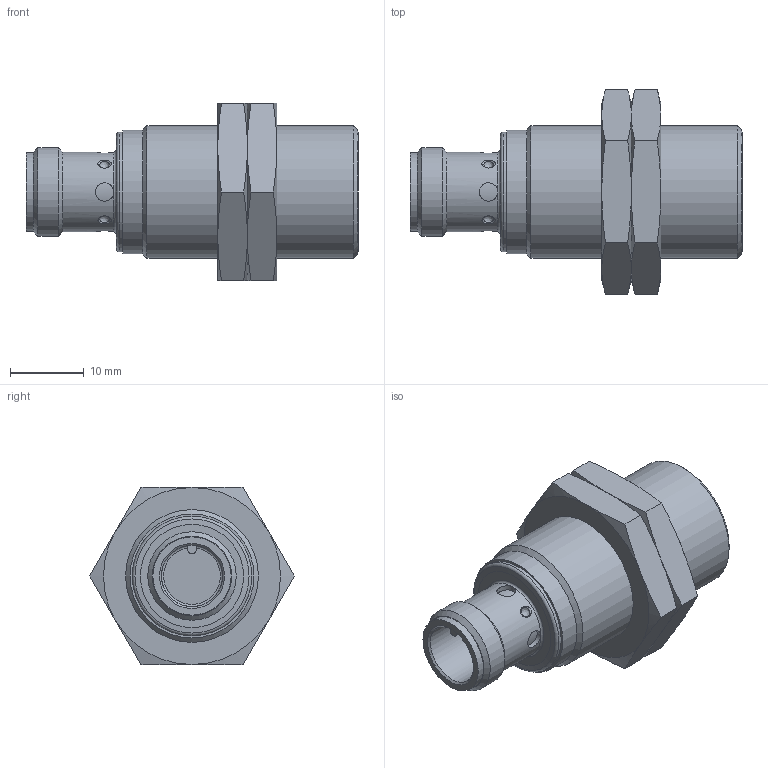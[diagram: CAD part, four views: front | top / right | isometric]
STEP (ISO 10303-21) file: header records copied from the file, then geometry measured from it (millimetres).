
FILE_DESCRIPTION (( 'STEP AP214' ), '1' );
FILE_NAME ('KSK6-AP-3H.STEP', '2018-08-23T14:14:16', ( '' ), ( '' ), 'SwSTEP 2.0', 'SolidWorks 2017', '' );
FILE_SCHEMA (( 'AUTOMOTIVE_DESIGN' ));
Length unit declared in the file: inch
Products named in the file (1): KSK6-AP-3H
Bounding box: 45 x 27.71 x 24 mm (x, y, z)
Volume: 11011.7 mm3; surface area: 5145 mm2
Topology: 3 solids, 3 shells, 95 faces, 206 edges, 131 vertices
Faces by surface type: cone 34, plane 28, cylinder 17, bspline 12, torus 4
Full cylindrical faces by diameter (mm): 8.3 x1, 10.6 x1, 10.8 x1, 12 x1, 15.5 x1, 16.06 x1, 16.1 x1, 16.2 x1, 16.8 x1, 16.917 x2, 18 x1
Entity records: 4777 total; most frequent: CARTESIAN_POINT 1775, DIRECTION 322, ORIENTED_EDGE 306, EDGE_CURVE 153, AXIS2_PLACEMENT_3D 151, EDGE_LOOP 147, FACE_OUTER_BOUND 118, VERTEX_POINT 112
